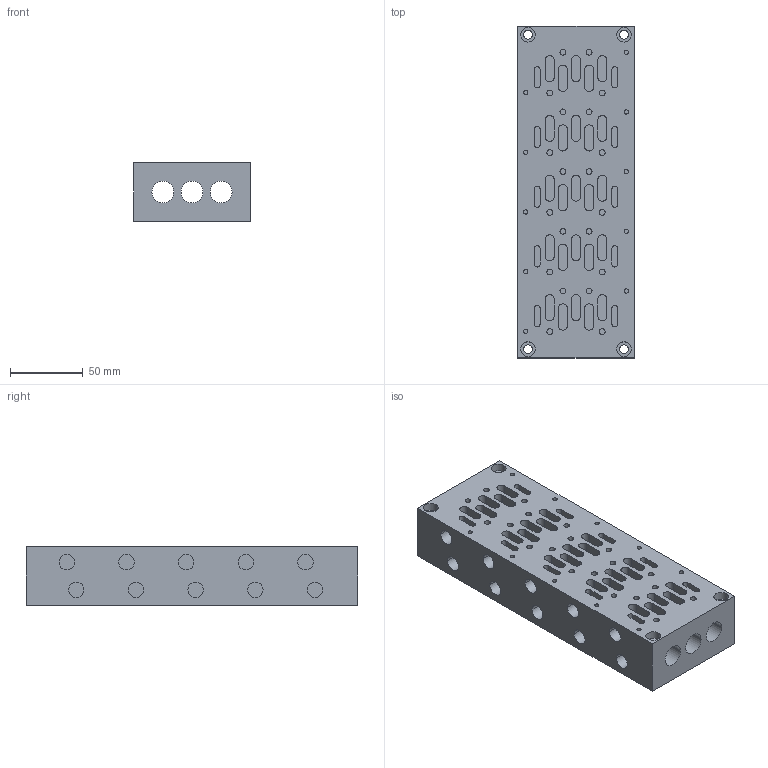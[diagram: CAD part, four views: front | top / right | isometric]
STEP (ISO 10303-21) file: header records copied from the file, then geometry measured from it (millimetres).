
FILE_DESCRIPTION((''),'2;1');
FILE_NAME('00_235_1.stp','2003-01-03T03:32:12',('Branislav Petkovic'),('AZ Pneumatica'),'AutoCAD STEP 2000i','AutoCAD 2000i','Via J. F. Kennedy, 26, 20020 Misinto (MI), ITALY');
FILE_SCHEMA(('CONFIG_CONTROL_DESIGN'));
Length unit declared in the file: millimetre
Products named in the file (2): 00_235_1; PART1
Assembly tree (1 placements, depth 2):
  00_235_1
    PART1
Bounding box: 80 x 228 x 40 mm (x, y, z)
Surface area: 117433 mm2 (no closed solid volume)
Topology: 0 solids, 1 shells, 357 faces, 798 edges, 532 vertices
Faces by surface type: cylinder 192, plane 165
Entity records: 10213 total; most frequent: DIRECTION 1900, CARTESIAN_POINT 1689, ORIENTED_EDGE 1596, EDGE_CURVE 798, AXIS2_PLACEMENT_3D 743, VERTEX_POINT 532, EDGE_LOOP 460, VECTOR 414
